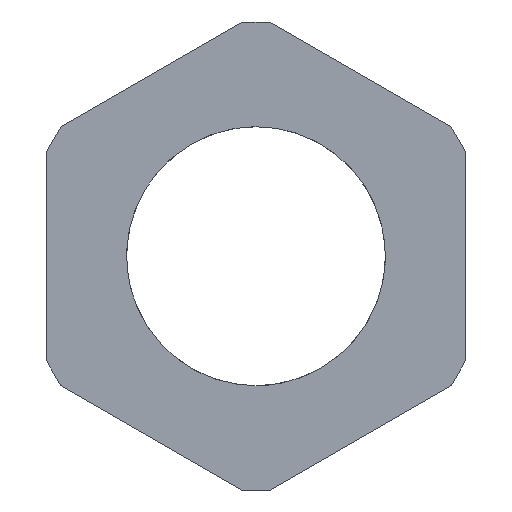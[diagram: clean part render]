
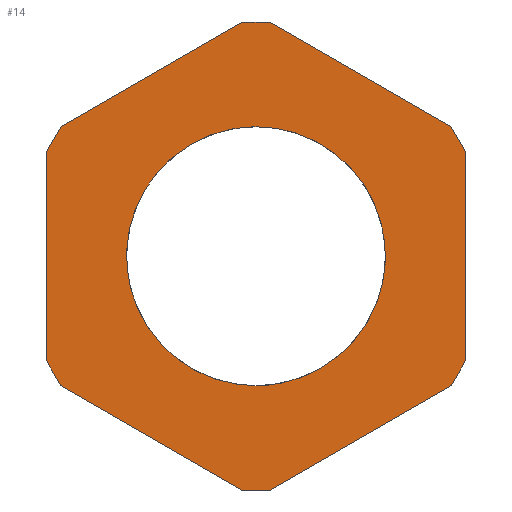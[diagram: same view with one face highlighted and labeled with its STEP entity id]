
A CAD part, front view. The second image highlights one B-rep face of the part: STEP entity #14.
In plain terms, the highlighted planar face has unit normal (0, -1, 0).
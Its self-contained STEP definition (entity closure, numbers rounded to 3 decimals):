
#14=ADVANCED_FACE('',(#140,#132),#1899,.T.);
#132=FACE_BOUND('',#259,.T.);
#140=FACE_OUTER_BOUND('',#258,.T.);
#258=EDGE_LOOP('',(#384,#385,#386,#387,#388,#389,#390,#391,#392,#393,#394,
#395,#396));
#259=EDGE_LOOP('',(#397,#398));
#384=ORIENTED_EDGE('',*,*,#1017,.F.);
#385=ORIENTED_EDGE('',*,*,#1015,.F.);
#386=ORIENTED_EDGE('',*,*,#1321,.F.);
#387=ORIENTED_EDGE('',*,*,#1322,.F.);
#388=ORIENTED_EDGE('',*,*,#1318,.F.);
#389=ORIENTED_EDGE('',*,*,#1323,.F.);
#390=ORIENTED_EDGE('',*,*,#1315,.F.);
#391=ORIENTED_EDGE('',*,*,#1016,.F.);
#392=ORIENTED_EDGE('',*,*,#1312,.F.);
#393=ORIENTED_EDGE('',*,*,#1324,.F.);
#394=ORIENTED_EDGE('',*,*,#1309,.F.);
#395=ORIENTED_EDGE('',*,*,#1014,.F.);
#396=ORIENTED_EDGE('',*,*,#1326,.F.);
#397=ORIENTED_EDGE('',*,*,#1020,.T.);
#398=ORIENTED_EDGE('',*,*,#1023,.T.);
#1014=EDGE_CURVE('',#1644,#1645,#1616,.T.);
#1015=EDGE_CURVE('',#1648,#1646,#1329,.T.);
#1016=EDGE_CURVE('',#1654,#1653,#1330,.T.);
#1017=EDGE_CURVE('',#1646,#1647,#1617,.T.);
#1020=EDGE_CURVE('',#1657,#1658,#1620,.T.);
#1023=EDGE_CURVE('',#1658,#1657,#1623,.T.);
#1309=EDGE_CURVE('',#1645,#1656,#1637,.T.);
#1312=EDGE_CURVE('',#1655,#1654,#1638,.T.);
#1315=EDGE_CURVE('',#1653,#1652,#1639,.T.);
#1318=EDGE_CURVE('',#1651,#1650,#1640,.T.);
#1321=EDGE_CURVE('',#1649,#1648,#1641,.T.);
#1322=EDGE_CURVE('',#1650,#1649,#1611,.T.);
#1323=EDGE_CURVE('',#1652,#1651,#1612,.T.);
#1324=EDGE_CURVE('',#1656,#1655,#1613,.T.);
#1326=EDGE_CURVE('',#1647,#1644,#1615,.T.);
#1329=B_SPLINE_CURVE_WITH_KNOTS('',1,(#4070,#4071),.UNSPECIFIED.,.F.,.F.,
(2,2),(0.,8.485),.UNSPECIFIED.);
#1330=B_SPLINE_CURVE_WITH_KNOTS('',1,(#4072,#4073),.UNSPECIFIED.,.F.,.F.,
(2,2),(0.,8.485),.UNSPECIFIED.);
#1611=B_SPLINE_CURVE_WITH_KNOTS('',1,(#5479,#5480),.UNSPECIFIED.,.F.,.F.,
(2,2),(0.,8.485),.UNSPECIFIED.);
#1612=B_SPLINE_CURVE_WITH_KNOTS('',1,(#5481,#5482),.UNSPECIFIED.,.F.,.F.,
(2,2),(0.,8.485),.UNSPECIFIED.);
#1613=B_SPLINE_CURVE_WITH_KNOTS('',1,(#5483,#5484),.UNSPECIFIED.,.F.,.F.,
(2,2),(0.,8.485),.UNSPECIFIED.);
#1615=B_SPLINE_CURVE_WITH_KNOTS('',1,(#5487,#5488),.UNSPECIFIED.,.F.,.F.,
(2,2),(0.,8.485),.UNSPECIFIED.);
#1616=(
BOUNDED_CURVE()
B_SPLINE_CURVE(2,(#4067,#4068,#4069),.UNSPECIFIED.,.F.,.F.)
B_SPLINE_CURVE_WITH_KNOTS((3,3),(-0.576,0.),.UNSPECIFIED.)
CURVE()
GEOMETRIC_REPRESENTATION_ITEM()
RATIONAL_B_SPLINE_CURVE((1.,1.,1.))
REPRESENTATION_ITEM('')
);
#1617=(
BOUNDED_CURVE()
B_SPLINE_CURVE(2,(#4074,#4075,#4076),.UNSPECIFIED.,.F.,.F.)
B_SPLINE_CURVE_WITH_KNOTS((3,3),(-1.152,0.),.UNSPECIFIED.)
CURVE()
GEOMETRIC_REPRESENTATION_ITEM()
RATIONAL_B_SPLINE_CURVE((1.,0.998,1.))
REPRESENTATION_ITEM('')
);
#1620=(
BOUNDED_CURVE()
B_SPLINE_CURVE(2,(#4084,#4085,#4086,#4087,#4088),.UNSPECIFIED.,.F.,.F.)
B_SPLINE_CURVE_WITH_KNOTS((3,2,3),(0.,8.247,16.493),
 .UNSPECIFIED.)
CURVE()
GEOMETRIC_REPRESENTATION_ITEM()
RATIONAL_B_SPLINE_CURVE((1.,0.707,1.,0.707,1.))
REPRESENTATION_ITEM('')
);
#1623=(
BOUNDED_CURVE()
B_SPLINE_CURVE(2,(#4096,#4097,#4098,#4099,#4100),.UNSPECIFIED.,.F.,.F.)
B_SPLINE_CURVE_WITH_KNOTS((3,2,3),(0.,8.247,16.493),
 .UNSPECIFIED.)
CURVE()
GEOMETRIC_REPRESENTATION_ITEM()
RATIONAL_B_SPLINE_CURVE((1.,0.707,1.,0.707,1.))
REPRESENTATION_ITEM('')
);
#1637=(
BOUNDED_CURVE()
B_SPLINE_CURVE(2,(#5448,#5449,#5450),.UNSPECIFIED.,.F.,.F.)
B_SPLINE_CURVE_WITH_KNOTS((3,3),(-0.576,0.),.UNSPECIFIED.)
CURVE()
GEOMETRIC_REPRESENTATION_ITEM()
RATIONAL_B_SPLINE_CURVE((1.,1.,1.))
REPRESENTATION_ITEM('')
);
#1638=(
BOUNDED_CURVE()
B_SPLINE_CURVE(2,(#5455,#5456,#5457),.UNSPECIFIED.,.F.,.F.)
B_SPLINE_CURVE_WITH_KNOTS((3,3),(-1.152,0.),.UNSPECIFIED.)
CURVE()
GEOMETRIC_REPRESENTATION_ITEM()
RATIONAL_B_SPLINE_CURVE((1.,0.998,1.))
REPRESENTATION_ITEM('')
);
#1639=(
BOUNDED_CURVE()
B_SPLINE_CURVE(2,(#5462,#5463,#5464),.UNSPECIFIED.,.F.,.F.)
B_SPLINE_CURVE_WITH_KNOTS((3,3),(-1.152,0.),.UNSPECIFIED.)
CURVE()
GEOMETRIC_REPRESENTATION_ITEM()
RATIONAL_B_SPLINE_CURVE((1.,0.998,1.))
REPRESENTATION_ITEM('')
);
#1640=(
BOUNDED_CURVE()
B_SPLINE_CURVE(2,(#5469,#5470,#5471),.UNSPECIFIED.,.F.,.F.)
B_SPLINE_CURVE_WITH_KNOTS((3,3),(-1.152,0.),.UNSPECIFIED.)
CURVE()
GEOMETRIC_REPRESENTATION_ITEM()
RATIONAL_B_SPLINE_CURVE((1.,0.998,1.))
REPRESENTATION_ITEM('')
);
#1641=(
BOUNDED_CURVE()
B_SPLINE_CURVE(2,(#5476,#5477,#5478),.UNSPECIFIED.,.F.,.F.)
B_SPLINE_CURVE_WITH_KNOTS((3,3),(-1.152,0.),.UNSPECIFIED.)
CURVE()
GEOMETRIC_REPRESENTATION_ITEM()
RATIONAL_B_SPLINE_CURVE((1.,0.998,1.))
REPRESENTATION_ITEM('')
);
#1644=VERTEX_POINT('',#3862);
#1645=VERTEX_POINT('',#3863);
#1646=VERTEX_POINT('',#3864);
#1647=VERTEX_POINT('',#3865);
#1648=VERTEX_POINT('',#3866);
#1649=VERTEX_POINT('',#3867);
#1650=VERTEX_POINT('',#3868);
#1651=VERTEX_POINT('',#3869);
#1652=VERTEX_POINT('',#3870);
#1653=VERTEX_POINT('',#3871);
#1654=VERTEX_POINT('',#3872);
#1655=VERTEX_POINT('',#3873);
#1656=VERTEX_POINT('',#3874);
#1657=VERTEX_POINT('',#3875);
#1658=VERTEX_POINT('',#3876);
#1899=PLANE('',#2055);
#2055=AXIS2_PLACEMENT_3D('',#2197,#2126,$);
#2126=DIRECTION('',(0.,-1.,0.));
#2197=CARTESIAN_POINT('',(-10.201,0.,-11.42));
#3862=CARTESIAN_POINT('',(-0.576,0.,9.483));
#3863=CARTESIAN_POINT('',(0.,0.,9.5));
#3864=CARTESIAN_POINT('',(-8.5,0.,4.243));
#3865=CARTESIAN_POINT('',(-7.924,0.,5.24));
#3866=CARTESIAN_POINT('',(-8.5,0.,-4.243));
#3867=CARTESIAN_POINT('',(-7.924,0.,-5.24));
#3868=CARTESIAN_POINT('',(-0.576,0.,-9.483));
#3869=CARTESIAN_POINT('',(0.576,0.,-9.483));
#3870=CARTESIAN_POINT('',(7.924,0.,-5.24));
#3871=CARTESIAN_POINT('',(8.5,0.,-4.243));
#3872=CARTESIAN_POINT('',(8.5,0.,4.243));
#3873=CARTESIAN_POINT('',(7.924,0.,5.24));
#3874=CARTESIAN_POINT('',(0.576,0.,9.483));
#3875=CARTESIAN_POINT('',(0.,0.,-5.25));
#3876=CARTESIAN_POINT('',(0.,0.,5.25));
#4067=CARTESIAN_POINT('',(-0.576,0.,9.483));
#4068=CARTESIAN_POINT('',(-0.288,0.,9.5));
#4069=CARTESIAN_POINT('',(0.,0.,9.5));
#4070=CARTESIAN_POINT('',(-8.5,0.,-4.243));
#4071=CARTESIAN_POINT('',(-8.5,0.,4.243));
#4072=CARTESIAN_POINT('',(8.5,0.,4.243));
#4073=CARTESIAN_POINT('',(8.5,0.,-4.243));
#4074=CARTESIAN_POINT('',(-8.5,0.,4.243));
#4075=CARTESIAN_POINT('',(-8.242,0.,4.759));
#4076=CARTESIAN_POINT('',(-7.924,0.,5.24));
#4084=CARTESIAN_POINT('',(0.,0.,-5.25));
#4085=CARTESIAN_POINT('',(-5.25,0.,-5.25));
#4086=CARTESIAN_POINT('',(-5.25,0.,0.));
#4087=CARTESIAN_POINT('',(-5.25,0.,5.25));
#4088=CARTESIAN_POINT('',(0.,0.,5.25));
#4096=CARTESIAN_POINT('',(0.,0.,5.25));
#4097=CARTESIAN_POINT('',(5.25,0.,5.25));
#4098=CARTESIAN_POINT('',(5.25,0.,0.));
#4099=CARTESIAN_POINT('',(5.25,0.,-5.25));
#4100=CARTESIAN_POINT('',(0.,0.,-5.25));
#5448=CARTESIAN_POINT('',(0.,0.,9.5));
#5449=CARTESIAN_POINT('',(0.288,0.,9.5));
#5450=CARTESIAN_POINT('',(0.576,0.,9.483));
#5455=CARTESIAN_POINT('',(7.924,0.,5.24));
#5456=CARTESIAN_POINT('',(8.242,0.,4.759));
#5457=CARTESIAN_POINT('',(8.5,0.,4.243));
#5462=CARTESIAN_POINT('',(8.5,0.,-4.243));
#5463=CARTESIAN_POINT('',(8.242,0.,-4.759));
#5464=CARTESIAN_POINT('',(7.924,0.,-5.24));
#5469=CARTESIAN_POINT('',(0.576,0.,-9.483));
#5470=CARTESIAN_POINT('',(0.,0.,-9.517));
#5471=CARTESIAN_POINT('',(-0.576,0.,-9.483));
#5476=CARTESIAN_POINT('',(-7.924,0.,-5.24));
#5477=CARTESIAN_POINT('',(-8.242,0.,-4.759));
#5478=CARTESIAN_POINT('',(-8.5,0.,-4.243));
#5479=CARTESIAN_POINT('',(-0.576,0.,-9.483));
#5480=CARTESIAN_POINT('',(-7.924,0.,-5.24));
#5481=CARTESIAN_POINT('',(7.924,0.,-5.24));
#5482=CARTESIAN_POINT('',(0.576,0.,-9.483));
#5483=CARTESIAN_POINT('',(0.576,0.,9.483));
#5484=CARTESIAN_POINT('',(7.924,0.,5.24));
#5487=CARTESIAN_POINT('',(-7.924,0.,5.24));
#5488=CARTESIAN_POINT('',(-0.576,0.,9.483));
